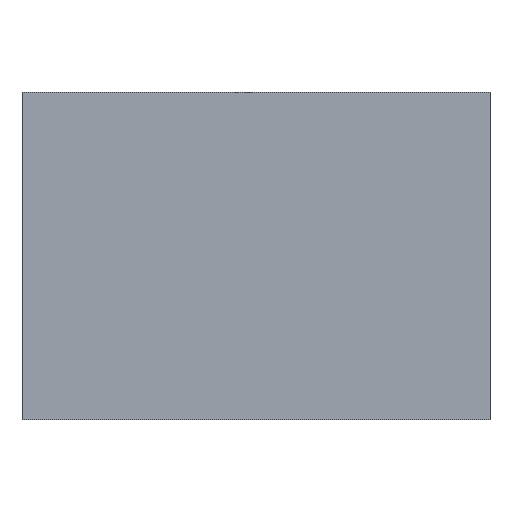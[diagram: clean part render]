
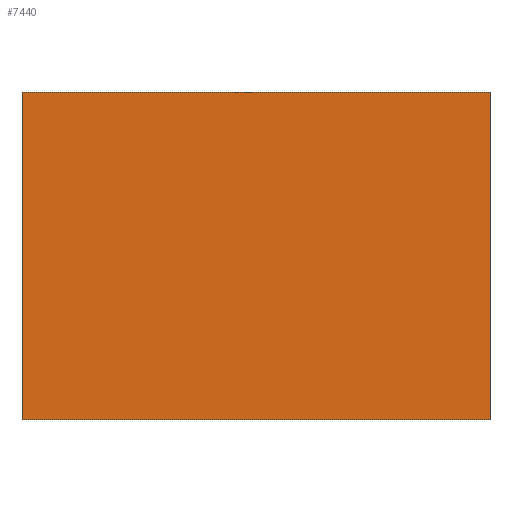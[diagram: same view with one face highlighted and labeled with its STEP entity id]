
A CAD part, front view. The second image highlights one B-rep face of the part: STEP entity #7440.
In plain terms, the highlighted planar face has unit normal (0, -1, 0).
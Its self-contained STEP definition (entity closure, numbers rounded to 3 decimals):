
#649=PLANE('',#8390);
#1047=FACE_OUTER_BOUND('',#1603,.T.);
#1603=EDGE_LOOP('',(#6866,#6867,#6868,#6869));
#2096=LINE('',#12967,#2657);
#2157=LINE('',#13403,#2718);
#2163=LINE('',#13414,#2724);
#2164=LINE('',#13415,#2725);
#2657=VECTOR('',#10557,5.);
#2718=VECTOR('',#10652,5.);
#2724=VECTOR('',#10662,5.);
#2725=VECTOR('',#10663,5.);
#3731=VERTEX_POINT('',#12964);
#3732=VERTEX_POINT('',#12966);
#3778=VERTEX_POINT('',#13402);
#3781=VERTEX_POINT('',#13413);
#4745=EDGE_CURVE('',#3731,#3732,#2096,.T.);
#4810=EDGE_CURVE('',#3778,#3732,#2157,.T.);
#4816=EDGE_CURVE('',#3781,#3731,#2163,.T.);
#4817=EDGE_CURVE('',#3781,#3778,#2164,.T.);
#6866=ORIENTED_EDGE('',*,*,#4810,.T.);
#6867=ORIENTED_EDGE('',*,*,#4745,.F.);
#6868=ORIENTED_EDGE('',*,*,#4816,.F.);
#6869=ORIENTED_EDGE('',*,*,#4817,.T.);
#7440=ADVANCED_FACE('',(#1047),#649,.T.);
#8390=AXIS2_PLACEMENT_3D('',#13412,#10660,#10661);
#10557=DIRECTION('',(1.,0.,0.));
#10652=DIRECTION('',(0.,0.,1.));
#10660=DIRECTION('center_axis',(0.,-1.,0.));
#10661=DIRECTION('ref_axis',(1.,0.,0.));
#10662=DIRECTION('',(0.,0.,1.));
#10663=DIRECTION('',(1.,0.,0.));
#12964=CARTESIAN_POINT('',(-37.5,-97.5,180.));
#12966=CARTESIAN_POINT('',(112.5,-97.5,180.));
#12967=CARTESIAN_POINT('',(-37.5,-97.5,180.));
#13402=CARTESIAN_POINT('',(112.5,-97.5,75.));
#13403=CARTESIAN_POINT('',(112.5,-97.5,75.));
#13412=CARTESIAN_POINT('Origin',(-37.5,-97.5,75.));
#13413=CARTESIAN_POINT('',(-37.5,-97.5,75.));
#13414=CARTESIAN_POINT('',(-37.5,-97.5,75.));
#13415=CARTESIAN_POINT('',(-37.5,-97.5,75.));
